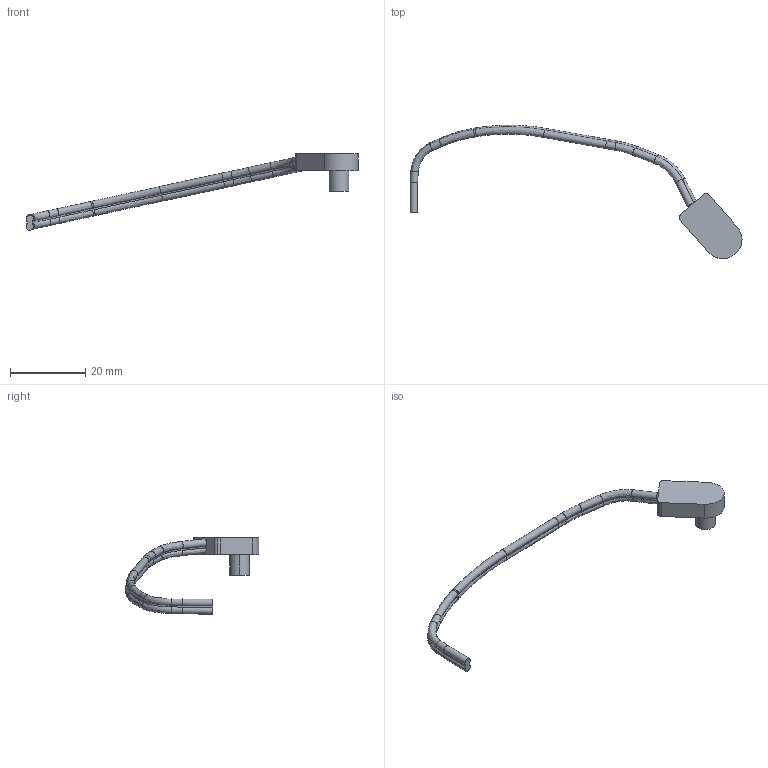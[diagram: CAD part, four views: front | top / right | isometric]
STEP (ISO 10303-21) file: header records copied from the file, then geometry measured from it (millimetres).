
FILE_DESCRIPTION (( 'STEP AP214' ), '1' );
FILE_NAME ('CatapultAdvanced2BatteryCord.STEP', '2022-03-08T18:57:27', ( '' ), ( '' ), 'SwSTEP 2.0', 'SolidWorks 2019', '' );
FILE_SCHEMA (( 'AUTOMOTIVE_DESIGN' ));
Length unit declared in the file: millimetre
Products named in the file (1): CatapultAdvanced2BatteryCord
Bounding box: 88.42 x 35.56 x 20.38 mm (x, y, z)
Volume: 1474.7 mm3; surface area: 1755 mm2
Topology: 1 solids, 1 shells, 70 faces, 147 edges, 82 vertices
Faces by surface type: bspline 34, plane 25, cylinder 11
Entity records: 2271 total; most frequent: CARTESIAN_POINT 844, ORIENTED_EDGE 294, DIRECTION 285, EDGE_CURVE 147, AXIS2_PLACEMENT_3D 103, VERTEX_POINT 82, VECTOR 79, LINE 79
